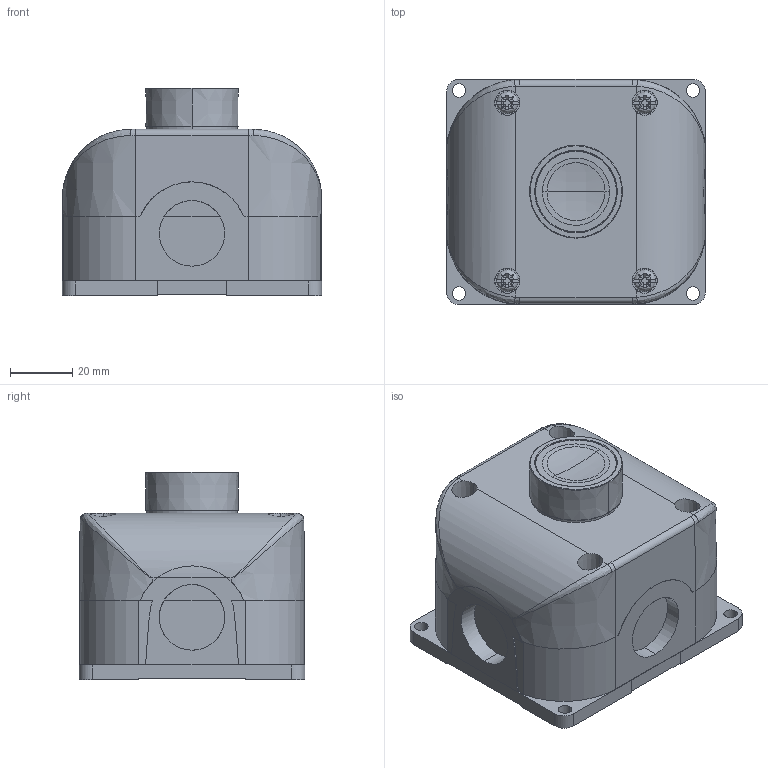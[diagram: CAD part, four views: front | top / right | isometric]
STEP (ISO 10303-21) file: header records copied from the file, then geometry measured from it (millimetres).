
FILE_DESCRIPTION (( 'STEP AP203' ), '1' );
FILE_NAME ('SB114-081-G.step', '2025-02-06T16:34:49', ( '' ), ( '' ), 'SwSTEP 2.0', 'SolidWorks 2024', '' );
FILE_SCHEMA (( 'CONFIG_CONTROL_DESIGN' ));
Length unit declared in the file: inch
Products named in the file (1): SB114-081-G
Bounding box: 83 x 72.29 x 66.5 mm (x, y, z)
Volume: 209703.2 mm3; surface area: 57630 mm2
Topology: 4 solids, 4 shells, 548 faces, 1468 edges, 958 vertices
Faces by surface type: plane 300, cylinder 144, bspline 72, cone 32
Entity records: 23451 total; most frequent: CARTESIAN_POINT 10553, ORIENTED_EDGE 2936, DIRECTION 2289, EDGE_CURVE 1468, VERTEX_POINT 958, LINE 803, VECTOR 803, AXIS2_PLACEMENT_3D 743
